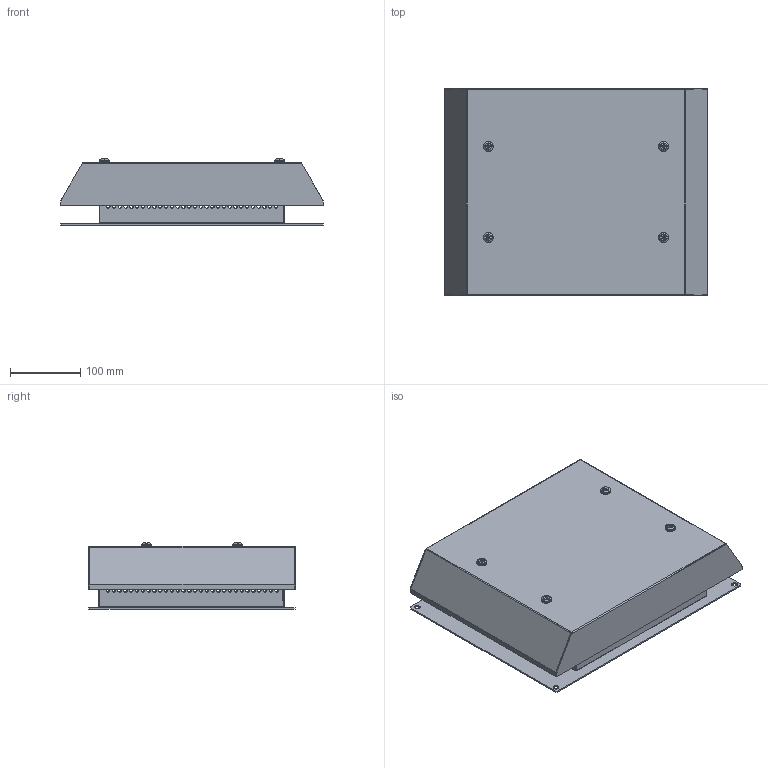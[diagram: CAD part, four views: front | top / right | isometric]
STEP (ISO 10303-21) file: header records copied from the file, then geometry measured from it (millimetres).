
FILE_DESCRIPTION (( 'STEP AP203' ), '1' );
FILE_NAME ('R5VE08.step', '2011-04-08T13:04:56', ( 'User' ), ( 'DKC' ), 'SwSTEP 2.0', 'SolidWorks 2011', '' );
FILE_SCHEMA (( 'CONFIG_CONTROL_DESIGN' ));
Length unit declared in the file: millimetre
Products named in the file (7): R5VE08; Rounded head screw with cross slot M6 x 12_ISO 7045 - M6 x 12 - Z --- 12S; washer; bush; Cover; Side; Base
Assembly tree (16 placements, depth 2):
  R5VE08
    washer  x4
    bush  x4
    Rounded head screw with cross slot M6 x 12_ISO 7045 - M6 x 12 - Z --- 12S  x4
    Cover
    Side  x2
    Base
Bounding box: 375 x 295.31 x 94.3 mm (x, y, z)
Volume: 561857.9 mm3; surface area: 737835.7 mm2
Topology: 16 solids, 16 shells, 1346 faces, 3570 edges, 2260 vertices
Faces by surface type: plane 640, cylinder 442, cone 208, torus 32, bspline 16, sphere 8
Entity records: 20335 total; most frequent: CARTESIAN_POINT 3702, DIRECTION 3320, ORIENTED_EDGE 3196, EDGE_CURVE 1598, AXIS2_PLACEMENT_3D 1143, LINE 1034, VECTOR 1034, VERTEX_POINT 1017
